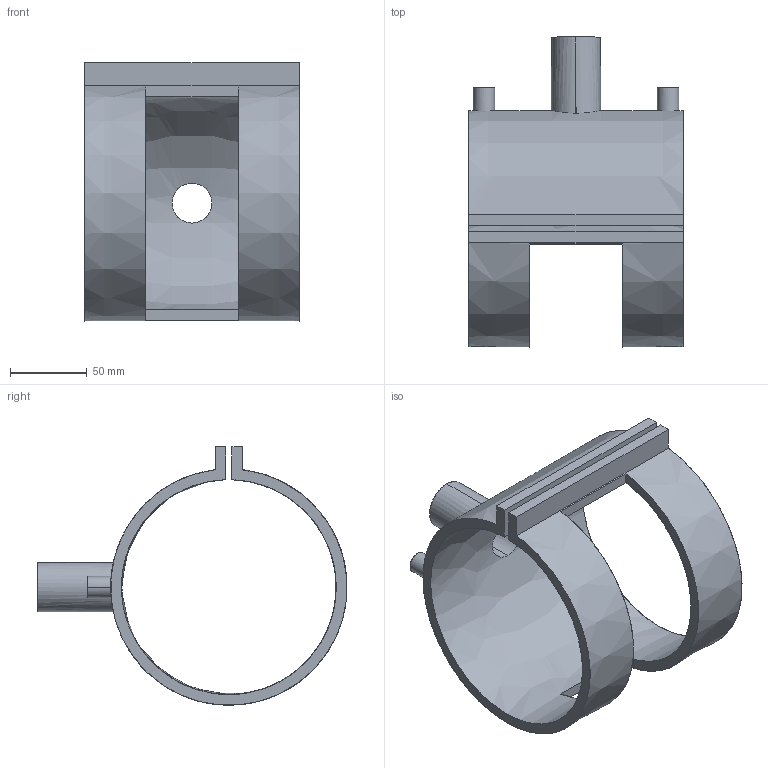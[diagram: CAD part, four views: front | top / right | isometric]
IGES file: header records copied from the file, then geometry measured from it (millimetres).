
Start section: SolidWorks IGES file using analytic representation for surfaces
Global section: file name: Ef Spigot Saddle_001 117 2091 0148.igs; native system: SolidWorks 2021; preprocessor: SolidWorks 2021; author: b.kav; date: 220607.151835; units: millimetre
Bounding box: 140 x 202 x 168.47 mm (x, y, z)
Surface area: 134598 mm2 (no closed solid volume)
Topology: 0 solids, 0 shells, 41 faces, 1280 edges, 1280 vertices
Faces by surface type: revolution 24, bspline 17
